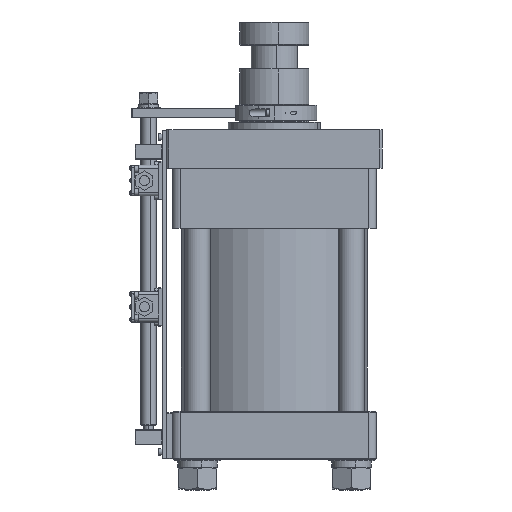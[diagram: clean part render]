
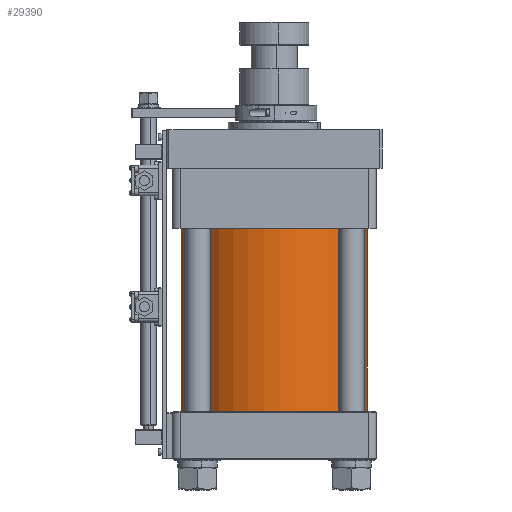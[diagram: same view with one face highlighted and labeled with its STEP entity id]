
A CAD part, left-side view. The second image highlights one B-rep face of the part: STEP entity #29390.
In plain terms, the highlighted cylindrical face has radius 121 mm (diameter 242 mm), a partial arc.
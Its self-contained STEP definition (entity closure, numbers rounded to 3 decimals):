
#16553 = DIRECTION ( 'NONE',  ( -1., 0., 0. ) ) ;
#16554 = VECTOR ( 'NONE', #16553, 1000. ) ;
#16555 = CARTESIAN_POINT ( 'NONE',  ( 6352.458, -17369.164, -121. ) ) ;
#16556 = LINE ( 'NONE', #16555, #16554 ) ;
#16562 = CARTESIAN_POINT ( 'NONE',  ( 6361.127, -17369.164, -121. ) ) ;
#16582 = CARTESIAN_POINT ( 'NONE',  ( 6598.127, -17369.164, -121. ) ) ;
#16639 = FACE_OUTER_BOUND ( 'NONE', #29310, .T. ) ;
#16651 = CARTESIAN_POINT ( 'NONE',  ( 6352.458, -17369.164, 0. ) ) ;
#16671 = CARTESIAN_POINT ( 'NONE',  ( 6361.127, -17369.164, 0. ) ) ;
#16674 = CIRCLE ( 'NONE', #16676, 121. ) ;
#16675 = CARTESIAN_POINT ( 'NONE',  ( 6598.127, -17369.164, 121. ) ) ;
#16676 = AXIS2_PLACEMENT_3D ( 'NONE', #16671, #16723, #16722 ) ;
#16677 = DIRECTION ( 'NONE',  ( -1., 0., 0. ) ) ;
#16678 = VECTOR ( 'NONE', #16677, 1000. ) ;
#16679 = LINE ( 'NONE', #16684, #16678 ) ;
#16682 = CIRCLE ( 'NONE', #16724, 121. ) ;
#16683 = DIRECTION ( 'NONE',  ( 0., 0., 1. ) ) ;
#16684 = CARTESIAN_POINT ( 'NONE',  ( 6352.458, -17369.164, 121. ) ) ;
#16688 = DIRECTION ( 'NONE',  ( -1., 0., 0. ) ) ;
#16690 = CYLINDRICAL_SURFACE ( 'NONE', #16693, 121. ) ;
#16692 = CARTESIAN_POINT ( 'NONE',  ( 6361.127, -17369.164, 121. ) ) ;
#16693 = AXIS2_PLACEMENT_3D ( 'NONE', #16651, #16688, #16683 ) ;
#16717 = DIRECTION ( 'NONE',  ( 0., 0., 1. ) ) ;
#16718 = DIRECTION ( 'NONE',  ( -1., 0., 0. ) ) ;
#16719 = CARTESIAN_POINT ( 'NONE',  ( 6598.127, -17369.164, 0. ) ) ;
#16722 = DIRECTION ( 'NONE',  ( 0., 0., 1. ) ) ;
#16723 = DIRECTION ( 'NONE',  ( -1., 0., 0. ) ) ;
#16724 = AXIS2_PLACEMENT_3D ( 'NONE', #16719, #16718, #16717 ) ;
#29286 = EDGE_CURVE ( 'NONE', #29324, #29288, #16556, .T. ) ;
#29288 = VERTEX_POINT ( 'NONE', #16562 ) ;
#29310 = EDGE_LOOP ( 'NONE', ( #29391, #29389, #29396, #29340 ) ) ;
#29324 = VERTEX_POINT ( 'NONE', #16582 ) ;
#29340 = ORIENTED_EDGE ( 'NONE', *, *, #29398, .F. ) ;
#29389 = ORIENTED_EDGE ( 'NONE', *, *, #29286, .T. ) ;
#29390 = ADVANCED_FACE ( 'NONE', ( #16639 ), #16690, .T. ) ;
#29391 = ORIENTED_EDGE ( 'NONE', *, *, #29411, .T. ) ;
#29393 = VERTEX_POINT ( 'NONE', #16692 ) ;
#29396 = ORIENTED_EDGE ( 'NONE', *, *, #29408, .F. ) ;
#29398 = EDGE_CURVE ( 'NONE', #29410, #29393, #16679, .T. ) ;
#29408 = EDGE_CURVE ( 'NONE', #29393, #29288, #16674, .T. ) ;
#29410 = VERTEX_POINT ( 'NONE', #16675 ) ;
#29411 = EDGE_CURVE ( 'NONE', #29410, #29324, #16682, .T. ) ;
